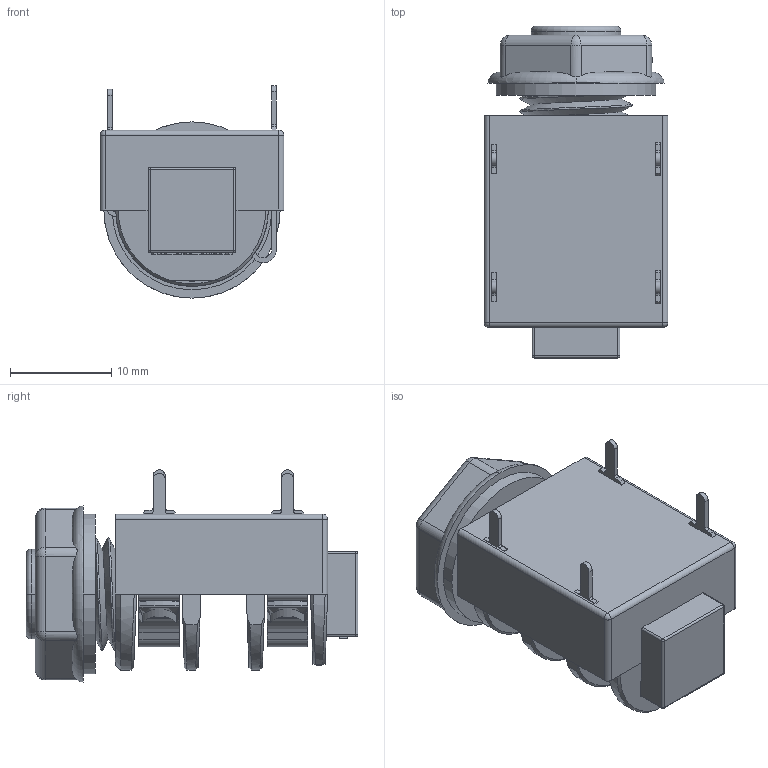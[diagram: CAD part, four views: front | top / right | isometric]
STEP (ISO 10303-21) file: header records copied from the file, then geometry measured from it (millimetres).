
FILE_DESCRIPTION((''),'2;1');
FILE_NAME('30012662','2025-07-11T08:36:08',('SYSTEM'),(''),'CREO PARAMETRIC BY PTC INC, 2023424','CREO PARAMETRIC BY PTC INC, 2023424','');
FILE_SCHEMA(('CONFIG_CONTROL_DESIGN'));
Length unit declared in the file: millimetre
Products named in the file (1): 30012662
Bounding box: 18.2 x 32.85 x 21.02 mm (x, y, z)
Volume: 4412.9 mm3; surface area: 4382.9 mm2
Topology: 2 solids, 2 shells, 360 faces, 945 edges, 604 vertices
Faces by surface type: plane 188, cylinder 90, bspline 51, sphere 20, torus 6, cone 3, extrusion 2
Entity records: 16607 total; most frequent: CARTESIAN_POINT 7955, ORIENTED_EDGE 1882, DIRECTION 1619, EDGE_CURVE 941, VECTOR 607, LINE 605, VERTEX_POINT 604, AXIS2_PLACEMENT_3D 506
